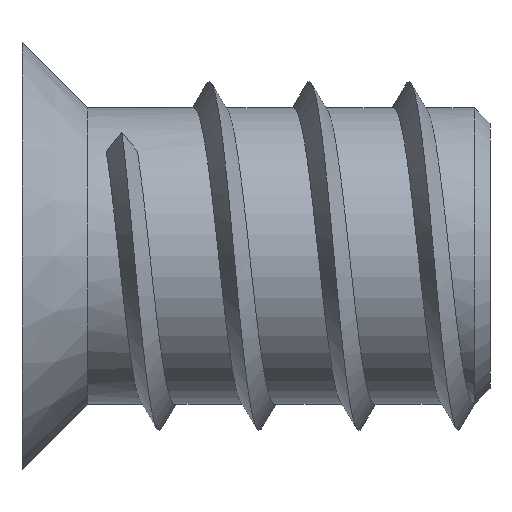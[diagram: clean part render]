
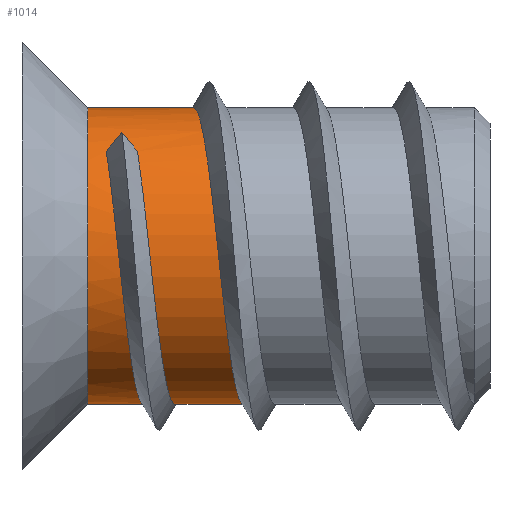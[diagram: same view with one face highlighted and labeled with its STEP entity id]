
A CAD part, left-side view. The second image highlights one B-rep face of the part: STEP entity #1014.
In plain terms, the highlighted cylindrical face has radius 4.75 mm (diameter 9.5 mm), a partial arc.
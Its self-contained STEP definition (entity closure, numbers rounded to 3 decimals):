
#14 = VECTOR ( 'NONE', #79, 1000. ) ;
#22 = AXIS2_PLACEMENT_3D ( 'NONE', #63, #637, #1095 ) ;
#23 = CARTESIAN_POINT ( 'NONE',  ( 0., 10.1, -4.75 ) ) ;
#26 = CARTESIAN_POINT ( 'NONE',  ( 0., 12.9, 4.75 ) ) ;
#53 = CARTESIAN_POINT ( 'NONE',  ( -1.229, 8.033, -4.588 ) ) ;
#56 = CARTESIAN_POINT ( 'NONE',  ( -3.359, 11.3, 3.359 ) ) ;
#59 = CARTESIAN_POINT ( 'NONE',  ( -4.259, 8.433, -2.459 ) ) ;
#63 = CARTESIAN_POINT ( 'NONE',  ( 0., 12.9, 0. ) ) ;
#79 = DIRECTION ( 'NONE',  ( 0., -1., 0. ) ) ;
#86 = VECTOR ( 'NONE', #1282, 1000. ) ;
#92 = CARTESIAN_POINT ( 'NONE',  ( -4.588, 10.767, -1.229 ) ) ;
#100 =( BOUNDED_CURVE ( )  B_SPLINE_CURVE ( 2, ( #1104, #862, #53, #1097, #291, #59, #875, #1087, #1236, #882, #648, #524, #1208, #426, #544 ),
 .UNSPECIFIED., .F., .T. ) 
 B_SPLINE_CURVE_WITH_KNOTS ( ( 3, 2, 2, 2, 2, 2, 2, 3 ),
 ( 0.656, 0.667, 0.688, 0.708, 0.729, 0.75, 0.771, 0.781 ),
 .UNSPECIFIED. ) 
 CURVE ( )  GEOMETRIC_REPRESENTATION_ITEM ( )  RATIONAL_B_SPLINE_CURVE ( ( 0.983, 0.983, 1., 0.966, 1., 0.966, 1., 0.966, 1., 0.966, 1., 0.966, 1., 0.983, 0.983 ) ) 
 REPRESENTATION_ITEM ( '' )  );
#132 = VERTEX_POINT ( 'NONE', #805 ) ;
#150 = ORIENTED_EDGE ( 'NONE', *, *, #1111, .T. ) ;
#204 = CYLINDRICAL_SURFACE ( 'NONE', #986, 4.75 ) ;
#238 = DIRECTION ( 'NONE',  ( 0., 0., -1. ) ) ;
#291 = CARTESIAN_POINT ( 'NONE',  ( -3.359, 8.3, -3.359 ) ) ;
#312 = CARTESIAN_POINT ( 'NONE',  ( 0., 0., -4.75 ) ) ;
#314 = DIRECTION ( 'NONE',  ( 0., 1., 0. ) ) ;
#317 = CARTESIAN_POINT ( 'NONE',  ( -2.459, 10.367, -4.259 ) ) ;
#340 = VERTEX_POINT ( 'NONE', #56 ) ;
#382 = CARTESIAN_POINT ( 'NONE',  ( -1.229, 11.233, -4.588 ) ) ;
#385 = VERTEX_POINT ( 'NONE', #542 ) ;
#410 = CARTESIAN_POINT ( 'NONE',  ( -4.918, 11.9, 0. ) ) ;
#426 = CARTESIAN_POINT ( 'NONE',  ( -0.625, 9.432, 4.75 ) ) ;
#438 = CARTESIAN_POINT ( 'NONE',  ( -3.359, 11.3, 3.359 ) ) ;
#468 = EDGE_CURVE ( 'NONE', #820, #930, #1323, .T. ) ;
#479 = CARTESIAN_POINT ( 'NONE',  ( 0., 0., 4.75 ) ) ;
#489 = LINE ( 'NONE', #1054, #721 ) ;
#524 = CARTESIAN_POINT ( 'NONE',  ( -2.459, 9.233, 4.259 ) ) ;
#526 = CARTESIAN_POINT ( 'NONE',  ( -4.259, 11.633, -2.459 ) ) ;
#530 = EDGE_CURVE ( 'NONE', #340, #732, #1246, .T. ) ;
#542 = CARTESIAN_POINT ( 'NONE',  ( 0., 9.5, 4.75 ) ) ;
#544 = CARTESIAN_POINT ( 'NONE',  ( 0., 9.5, 4.75 ) ) ;
#550 = CARTESIAN_POINT ( 'NONE',  ( -0.625, 10.168, -4.75 ) ) ;
#556 = CARTESIAN_POINT ( 'NONE',  ( -4.918, 10.9, 0. ) ) ;
#560 = CARTESIAN_POINT ( 'NONE',  ( -3.359, 11.8, 3.359 ) ) ;
#621 = ORIENTED_EDGE ( 'NONE', *, *, #530, .F. ) ;
#625 = CARTESIAN_POINT ( 'NONE',  ( -3.359, 12.3, 3.359 ) ) ;
#627 =( BOUNDED_CURVE ( )  B_SPLINE_CURVE ( 2, ( #631, #1440, #382, #1413, #845, #526, #1069, #410, #1298, #1090, #625 ),
 .UNSPECIFIED., .F., .T. ) 
 B_SPLINE_CURVE_WITH_KNOTS ( ( 3, 2, 2, 2, 2, 3 ),
 ( 0.906, 0.917, 0.938, 0.958, 0.979, 1. ),
 .UNSPECIFIED. ) 
 CURVE ( )  GEOMETRIC_REPRESENTATION_ITEM ( )  RATIONAL_B_SPLINE_CURVE ( ( 0.983, 0.983, 1., 0.966, 1., 0.966, 1., 0.966, 1., 0.966, 1. ) ) 
 REPRESENTATION_ITEM ( '' )  );
#631 = CARTESIAN_POINT ( 'NONE',  ( 0., 11.1, -4.75 ) ) ;
#637 = DIRECTION ( 'NONE',  ( 0., -1., 0. ) ) ;
#648 = CARTESIAN_POINT ( 'NONE',  ( -3.359, 9.1, 3.359 ) ) ;
#665 = CARTESIAN_POINT ( 'NONE',  ( 0., 11.1, -4.75 ) ) ;
#696 = CARTESIAN_POINT ( 'NONE',  ( -3.359, 10.5, -3.359 ) ) ;
#721 = VECTOR ( 'NONE', #955, 1000. ) ;
#732 = VERTEX_POINT ( 'NONE', #792 ) ;
#750 = LINE ( 'NONE', #312, #14 ) ;
#756 = CARTESIAN_POINT ( 'NONE',  ( 0., 12.9, -4.75 ) ) ;
#776 = CARTESIAN_POINT ( 'NONE',  ( 0., 10.1, -4.75 ) ) ;
#790 = FACE_OUTER_BOUND ( 'NONE', #1228, .T. ) ;
#792 = CARTESIAN_POINT ( 'NONE',  ( -3.359, 12.3, 3.359 ) ) ;
#805 = CARTESIAN_POINT ( 'NONE',  ( 0., 7.9, -4.75 ) ) ;
#820 = VERTEX_POINT ( 'NONE', #26 ) ;
#826 = CARTESIAN_POINT ( 'NONE',  ( -1.229, 10.233, -4.588 ) ) ;
#845 = CARTESIAN_POINT ( 'NONE',  ( -3.359, 11.5, -3.359 ) ) ;
#862 = CARTESIAN_POINT ( 'NONE',  ( -0.625, 7.968, -4.75 ) ) ;
#875 = CARTESIAN_POINT ( 'NONE',  ( -4.588, 8.567, -1.229 ) ) ;
#882 = CARTESIAN_POINT ( 'NONE',  ( -4.259, 8.967, 2.459 ) ) ;
#895 = EDGE_CURVE ( 'NONE', #982, #132, #750, .T. ) ;
#915 = EDGE_CURVE ( 'NONE', #132, #385, #100, .T. ) ;
#930 = VERTEX_POINT ( 'NONE', #756 ) ;
#955 = DIRECTION ( 'NONE',  ( 0., -1., 0. ) ) ;
#982 = VERTEX_POINT ( 'NONE', #776 ) ;
#986 = AXIS2_PLACEMENT_3D ( 'NONE', #1009, #1464, #238 ) ;
#1005 = EDGE_CURVE ( 'NONE', #982, #340, #1071, .T. ) ;
#1009 = CARTESIAN_POINT ( 'NONE',  ( 0., 0., 0. ) ) ;
#1014 = ADVANCED_FACE ( 'NONE', ( #790 ), #204, .T. ) ;
#1016 = CARTESIAN_POINT ( 'NONE',  ( -4.259, 11.167, 2.459 ) ) ;
#1039 = ORIENTED_EDGE ( 'NONE', *, *, #1168, .T. ) ;
#1054 = CARTESIAN_POINT ( 'NONE',  ( 0., 0., -4.75 ) ) ;
#1069 = CARTESIAN_POINT ( 'NONE',  ( -4.588, 11.767, -1.229 ) ) ;
#1071 =( BOUNDED_CURVE ( )  B_SPLINE_CURVE ( 2, ( #23, #550, #826, #317, #696, #1150, #92, #556, #1469, #1016, #438 ),
 .UNSPECIFIED., .F., .T. ) 
 B_SPLINE_CURVE_WITH_KNOTS ( ( 3, 2, 2, 2, 2, 3 ),
 ( 0.906, 0.917, 0.938, 0.958, 0.979, 1. ),
 .UNSPECIFIED. ) 
 CURVE ( )  GEOMETRIC_REPRESENTATION_ITEM ( )  RATIONAL_B_SPLINE_CURVE ( ( 0.983, 0.983, 1., 0.966, 1., 0.966, 1., 0.966, 1., 0.966, 1. ) ) 
 REPRESENTATION_ITEM ( '' )  );
#1087 = CARTESIAN_POINT ( 'NONE',  ( -4.918, 8.7, 0. ) ) ;
#1090 = CARTESIAN_POINT ( 'NONE',  ( -4.259, 12.167, 2.459 ) ) ;
#1095 = DIRECTION ( 'NONE',  ( 0., 0., -1. ) ) ;
#1097 = CARTESIAN_POINT ( 'NONE',  ( -2.459, 8.167, -4.259 ) ) ;
#1098 = ORIENTED_EDGE ( 'NONE', *, *, #895, .T. ) ;
#1104 = CARTESIAN_POINT ( 'NONE',  ( 0., 7.9, -4.75 ) ) ;
#1111 = EDGE_CURVE ( 'NONE', #930, #1340, #489, .T. ) ;
#1145 = EDGE_CURVE ( 'NONE', #820, #385, #1404, .T. ) ;
#1150 = CARTESIAN_POINT ( 'NONE',  ( -4.259, 10.633, -2.459 ) ) ;
#1168 = EDGE_CURVE ( 'NONE', #1340, #732, #627, .T. ) ;
#1208 = CARTESIAN_POINT ( 'NONE',  ( -1.229, 9.367, 4.588 ) ) ;
#1218 = ORIENTED_EDGE ( 'NONE', *, *, #1005, .F. ) ;
#1228 = EDGE_LOOP ( 'NONE', ( #1344, #1276, #150, #1039, #621, #1218, #1098, #1314 ) ) ;
#1236 = CARTESIAN_POINT ( 'NONE',  ( -4.588, 8.833, 1.229 ) ) ;
#1246 = LINE ( 'NONE', #560, #1408 ) ;
#1276 = ORIENTED_EDGE ( 'NONE', *, *, #468, .T. ) ;
#1282 = DIRECTION ( 'NONE',  ( 0., -1., 0. ) ) ;
#1298 = CARTESIAN_POINT ( 'NONE',  ( -4.588, 12.033, 1.229 ) ) ;
#1314 = ORIENTED_EDGE ( 'NONE', *, *, #915, .T. ) ;
#1323 = CIRCLE ( 'NONE', #22, 4.75 ) ;
#1340 = VERTEX_POINT ( 'NONE', #665 ) ;
#1344 = ORIENTED_EDGE ( 'NONE', *, *, #1145, .F. ) ;
#1404 = LINE ( 'NONE', #479, #86 ) ;
#1408 = VECTOR ( 'NONE', #314, 1000. ) ;
#1413 = CARTESIAN_POINT ( 'NONE',  ( -2.459, 11.367, -4.259 ) ) ;
#1440 = CARTESIAN_POINT ( 'NONE',  ( -0.625, 11.168, -4.75 ) ) ;
#1464 = DIRECTION ( 'NONE',  ( 0., -1., 0. ) ) ;
#1469 = CARTESIAN_POINT ( 'NONE',  ( -4.588, 11.033, 1.229 ) ) ;
